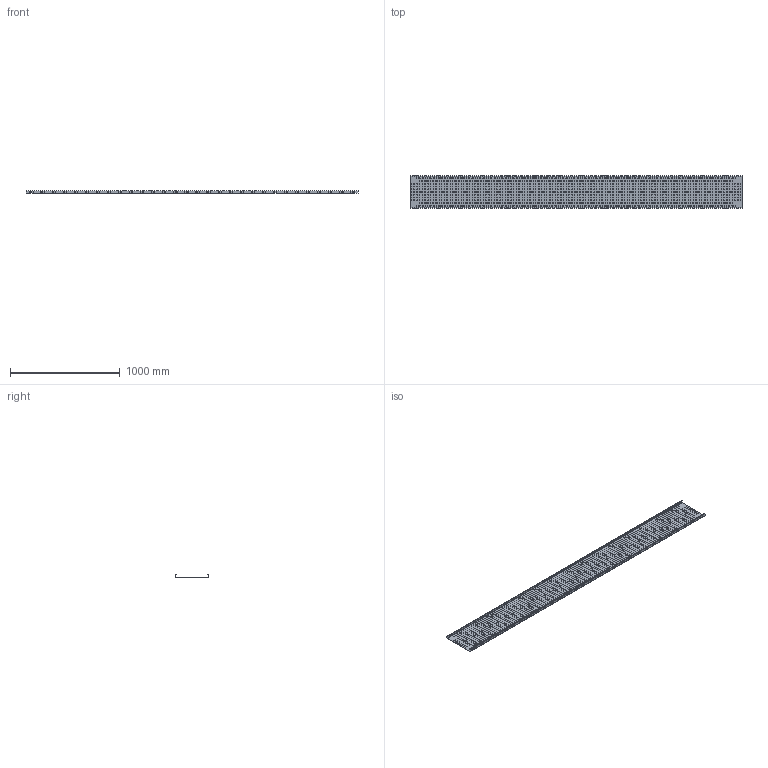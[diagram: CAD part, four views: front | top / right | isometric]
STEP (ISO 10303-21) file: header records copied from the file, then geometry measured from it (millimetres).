
FILE_DESCRIPTION(/* description */ (''),/* implementation_level */ '2;1');
FILE_NAME(/* name */ '487794.stp',/* time_stamp */ '2023-12-19T13:54:28+01:00',/* author */ ('bonnaudn'),/* organization */ (''),/* preprocessor_version */ 'ST-DEVELOPER v19.2',/* originating_system */ 'AutoCAD Mechanical',/* authorisation */ '');
FILE_SCHEMA (('AUTOMOTIVE_DESIGN { 1 0 10303 214 3 1 1 }'));
Products named in the file (1): Product
Bounding box: 3030 x 300.4 x 27.2 mm (x, y, z)
Volume: 2177229.3 mm3; surface area: 2455297.8 mm2
Topology: 1 solids, 1479 shells, 1500 faces, 5798 edges, 5778 vertices
Faces by surface type: plane 1492, cylinder 8
Entity records: 65797 total; most frequent: CARTESIAN_POINT 13077, DIRECTION 11714, ORIENTED_EDGE 5858, EDGE_CURVE 5798, VERTEX_POINT 5778, AXIS2_PLACEMENT_3D 4415, CIRCLE 2914, LINE 2884
